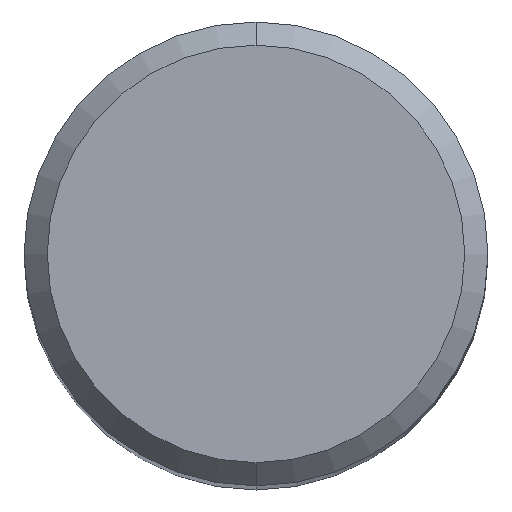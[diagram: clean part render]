
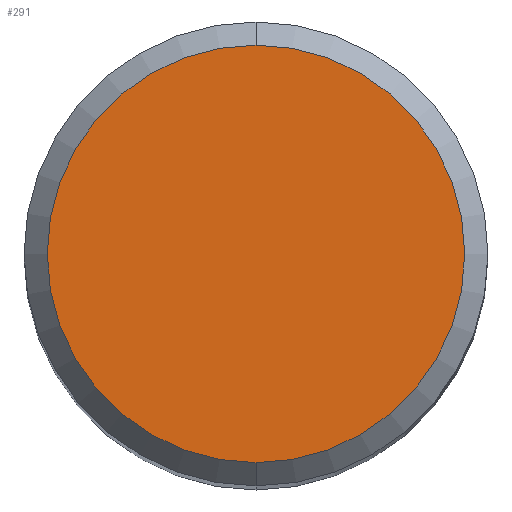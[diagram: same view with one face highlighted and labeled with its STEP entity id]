
A CAD part, top view. The second image highlights one B-rep face of the part: STEP entity #291.
In plain terms, the highlighted planar face has unit normal (0, 0, 1).
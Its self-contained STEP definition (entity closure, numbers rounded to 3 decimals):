
#241=VERTEX_POINT('',#538);
#287=VERTEX_POINT('',#588);
#291=ADVANCED_FACE('',(#592),#593,.T.);
#343=EDGE_CURVE('',#241,#287,#651,.T.);
#439=EDGE_CURVE('',#287,#241,#758,.T.);
#538=CARTESIAN_POINT('',(0.0,5.4,54.74));
#588=CARTESIAN_POINT('',(0.,-5.4,54.74));
#592=FACE_OUTER_BOUND('',#1020,.T.);
#593=PLANE('',#1021);
#651=CIRCLE('',#1135,5.4);
#758=CIRCLE('',#1411,5.4);
#1020=EDGE_LOOP('',(#1569,#1570));
#1021=AXIS2_PLACEMENT_3D('',#1571,#1572,#1573);
#1135=AXIS2_PLACEMENT_3D('',#1630,#1631,#1632);
#1411=AXIS2_PLACEMENT_3D('',#1746,#1747,#1748);
#1569=ORIENTED_EDGE('',*,*,#343,.F.);
#1570=ORIENTED_EDGE('',*,*,#439,.F.);
#1571=CARTESIAN_POINT('',(0.0,2.7,54.74));
#1572=DIRECTION('',(-0.0,0.0,1.0));
#1573=DIRECTION('',(0.0,-1.0,0.0));
#1630=CARTESIAN_POINT('',(0.0,0.0,54.74));
#1631=DIRECTION('',(0.0,0.0,-1.0));
#1632=DIRECTION('',(0.0,1.0,0.0));
#1746=CARTESIAN_POINT('',(0.0,0.0,54.74));
#1747=DIRECTION('',(0.0,0.0,-1.0));
#1748=DIRECTION('',(0.0,1.0,0.0));
